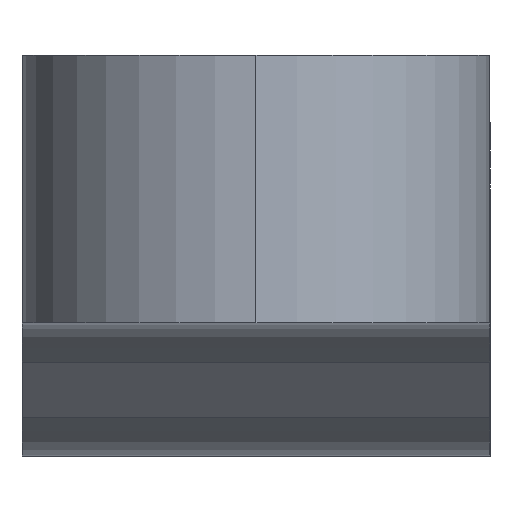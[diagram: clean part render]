
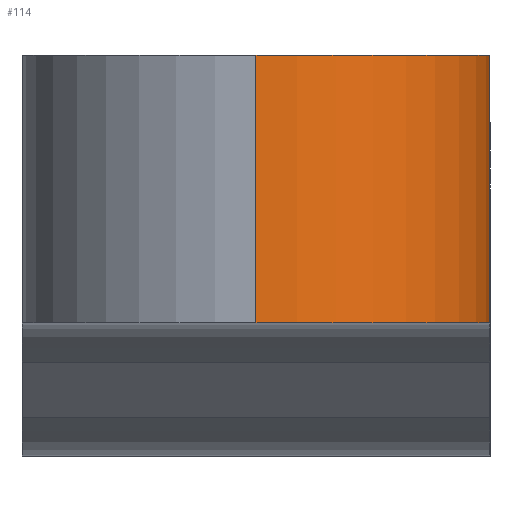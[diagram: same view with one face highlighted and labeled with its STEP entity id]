
A CAD part, left-side view. The second image highlights one B-rep face of the part: STEP entity #114.
In plain terms, the highlighted cylindrical face has radius 70 mm (diameter 140 mm), a partial arc.
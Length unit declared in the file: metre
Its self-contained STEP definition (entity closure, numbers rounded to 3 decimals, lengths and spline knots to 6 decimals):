
#7 = ORIENTED_EDGE ( 'NONE', *, *, #497, .F. ) ;
#27 = DIRECTION ( 'NONE',  ( 0., 0., -1. ) ) ;
#28 = VERTEX_POINT ( 'NONE', #201 ) ;
#96 = ORIENTED_EDGE ( 'NONE', *, *, #675, .T. ) ;
#105 = EDGE_CURVE ( 'NONE', #773, #685, #240, .T. ) ;
#114 = ADVANCED_FACE ( 'NONE', ( #570 ), #740, .T. ) ;
#127 = EDGE_LOOP ( 'NONE', ( #96, #223, #7, #269 ) ) ;
#147 = DIRECTION ( 'NONE',  ( 0., 0., 1. ) ) ;
#157 = DIRECTION ( 'NONE',  ( -1., 0., 0. ) ) ;
#167 = CARTESIAN_POINT ( 'NONE',  ( -0.4, 0., 0.08 ) ) ;
#201 = CARTESIAN_POINT ( 'NONE',  ( -0.47, 0., 0.08 ) ) ;
#215 = VERTEX_POINT ( 'NONE', #422 ) ;
#223 = ORIENTED_EDGE ( 'NONE', *, *, #532, .T. ) ;
#240 = LINE ( 'NONE', #498, #518 ) ;
#269 = ORIENTED_EDGE ( 'NONE', *, *, #105, .T. ) ;
#298 = DIRECTION ( 'NONE',  ( -1., 0., 0. ) ) ;
#327 = CARTESIAN_POINT ( 'NONE',  ( -0.4, 0., 0.08 ) ) ;
#328 = CIRCLE ( 'NONE', #339, 0.07 ) ;
#339 = AXIS2_PLACEMENT_3D ( 'NONE', #167, #471, #298 ) ;
#383 = DIRECTION ( 'NONE',  ( -1., 0., 0. ) ) ;
#396 = AXIS2_PLACEMENT_3D ( 'NONE', #327, #619, #157 ) ;
#412 = LINE ( 'NONE', #560, #530 ) ;
#422 = CARTESIAN_POINT ( 'NONE',  ( -0.47, 0., 0. ) ) ;
#471 = DIRECTION ( 'NONE',  ( 0., 0., -1. ) ) ;
#475 = CIRCLE ( 'NONE', #645, 0.07 ) ;
#487 = CARTESIAN_POINT ( 'NONE',  ( -0.4, -0.07, 0. ) ) ;
#497 = EDGE_CURVE ( 'NONE', #773, #215, #475, .T. ) ;
#498 = CARTESIAN_POINT ( 'NONE',  ( -0.4, -0.07, 0. ) ) ;
#518 = VECTOR ( 'NONE', #147, 1. ) ;
#530 = VECTOR ( 'NONE', #738, 1. ) ;
#532 = EDGE_CURVE ( 'NONE', #28, #215, #412, .T. ) ;
#537 = CARTESIAN_POINT ( 'NONE',  ( -0.4, -0.07, 0.08 ) ) ;
#560 = CARTESIAN_POINT ( 'NONE',  ( -0.47, 0., 0.08 ) ) ;
#570 = FACE_OUTER_BOUND ( 'NONE', #127, .T. ) ;
#619 = DIRECTION ( 'NONE',  ( 0., 0., -1. ) ) ;
#645 = AXIS2_PLACEMENT_3D ( 'NONE', #735, #27, #383 ) ;
#675 = EDGE_CURVE ( 'NONE', #685, #28, #328, .T. ) ;
#685 = VERTEX_POINT ( 'NONE', #537 ) ;
#735 = CARTESIAN_POINT ( 'NONE',  ( -0.4, 0., 0. ) ) ;
#738 = DIRECTION ( 'NONE',  ( 0., 0., -1. ) ) ;
#740 = CYLINDRICAL_SURFACE ( 'NONE', #396, 0.07 ) ;
#773 = VERTEX_POINT ( 'NONE', #487 ) ;
